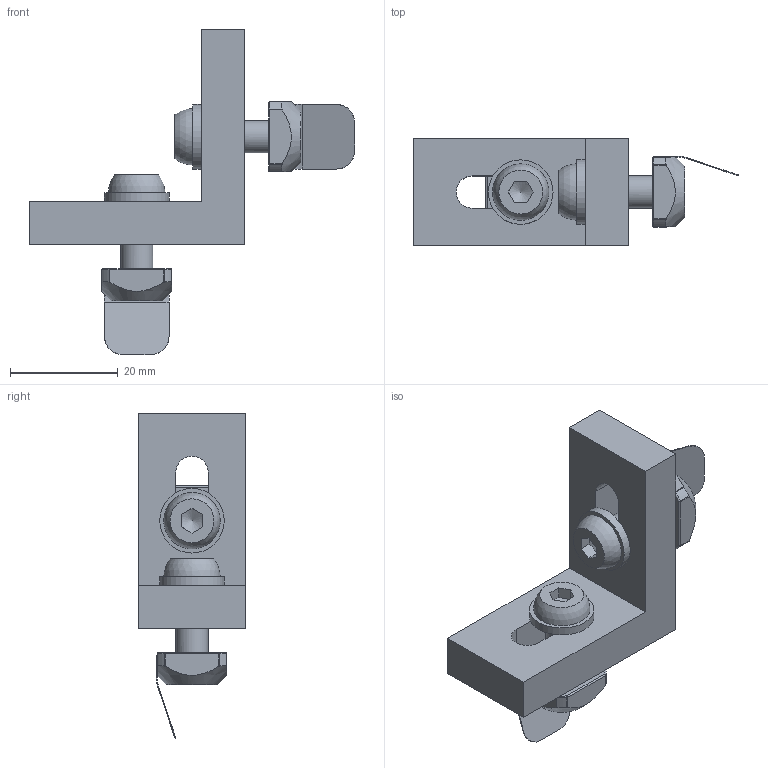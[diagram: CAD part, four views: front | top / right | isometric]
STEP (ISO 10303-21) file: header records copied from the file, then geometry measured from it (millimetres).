
FILE_DESCRIPTION(('STEP AP203'),'1');
FILE_NAME('FIXE08N1081.stp','2023-10-23T13:17:13',(' '),(' '),'Spatial InterOp 3D',' ',' ');
FILE_SCHEMA(('CONFIG_CONTROL_DESIGN'));
Length unit declared in the file: millimetre
Products named in the file (8): Kit Equerre légère 40x40x20 - P845; Equerre légère 40x40x20; Kit de fixation; Rondelle M 6; Vis BHC - M6x20; Ecrou carré languette 8 45 M6
Assembly tree (8 placements, depth 4):
  Kit Equerre légère 40x40x20 - P845
    Equerre légère 40x40x20
    Kit de fixation  x2
      Rondelle M 6
      Vis BHC - M6x20
      Ecrou carré languette 8 45 M6
        Ecrou carré languette 8 45 M6
        Ecrou carré languette 8 45 M6
Bounding box: 60.55 x 20 x 60.55 mm (x, y, z)
Volume: 13255.4 mm3; surface area: 8383 mm2
Topology: 9 solids, 9 shells, 152 faces, 356 edges, 208 vertices
Faces by surface type: plane 62, cylinder 54, sphere 18, torus 12, cone 6
Full cylindrical faces by diameter (mm): 5 x2, 6 x4, 6.4 x2, 12 x2
Entity records: 3562 total; most frequent: CARTESIAN_POINT 551, DIRECTION 414, ORIENTED_EDGE 354, EDGE_CURVE 177, AXIS2_PLACEMENT_3D 161, PROPERTY_DEFINITION_REPRESENTATION 123, GENERAL_PROPERTY_ASSOCIATION 123, PROPERTY_DEFINITION 123
